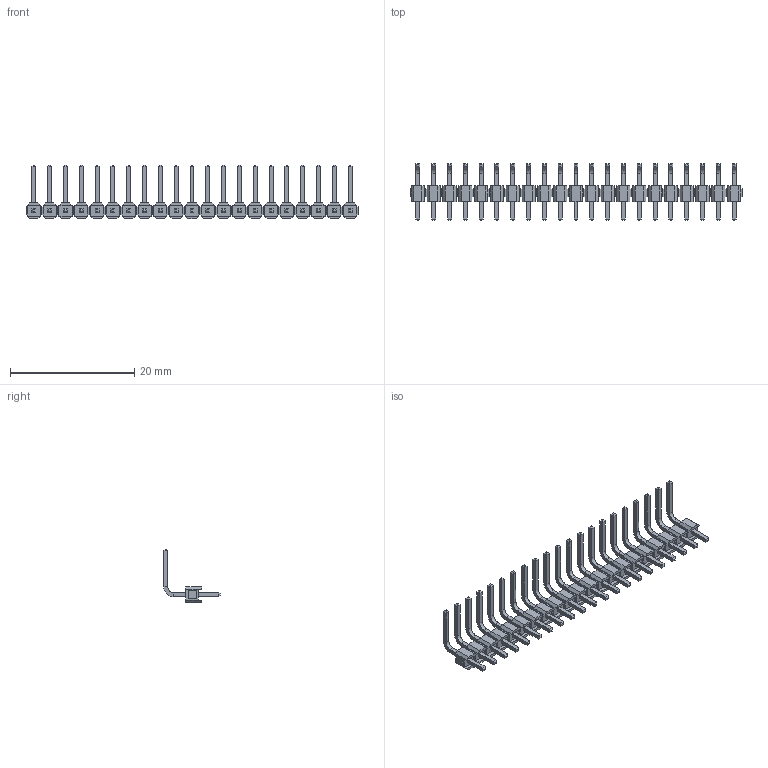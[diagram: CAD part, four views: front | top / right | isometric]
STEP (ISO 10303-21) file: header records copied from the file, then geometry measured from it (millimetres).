
FILE_DESCRIPTION (( 'STEP AP214' ), '1' );
FILE_NAME ('PLSRU-21.STEP', '2019-06-28T14:47:26', ( '' ), ( '' ), 'SwSTEP 2.0', 'SolidWorks 2018', '' );
FILE_SCHEMA (( 'AUTOMOTIVE_DESIGN' ));
Length unit declared in the file: millimetre
Products named in the file (1): PLSRU-21
Bounding box: 53.34 x 9.07 x 8.54 mm (x, y, z)
Volume: 356.3 mm3; surface area: 1438.8 mm2
Topology: 42 solids, 42 shells, 1071 faces, 2352 edges, 1428 vertices
Faces by surface type: plane 1029, cylinder 42
Entity records: 40454 total; most frequent: CARTESIAN_POINT 4852, ORIENTED_EDGE 4704, DIRECTION 4580, EDGE_CURVE 2352, LINE 2268, VECTOR 2268, VERTEX_POINT 1428, AXIS2_PLACEMENT_3D 1156
